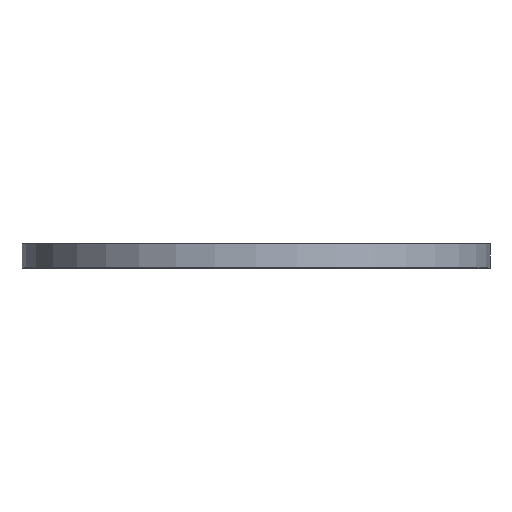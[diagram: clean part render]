
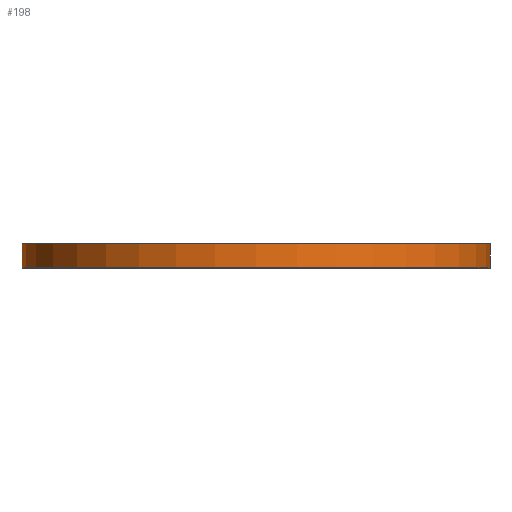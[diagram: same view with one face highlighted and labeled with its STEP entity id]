
A CAD part, top view. The second image highlights one B-rep face of the part: STEP entity #198.
In plain terms, the highlighted cylindrical face has radius 77.75 mm (diameter 155.5 mm), a partial arc.
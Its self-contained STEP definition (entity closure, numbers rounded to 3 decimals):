
#53=CARTESIAN_POINT('',(0.,0.,0.));
#54=DIRECTION('',(0.,1.,0.));
#55=DIRECTION('',(-1.,0.,0.));
#56=AXIS2_PLACEMENT_3D('',#53,#54,#55);
#77=DIRECTION('',(0.,1.,0.));
#78=VECTOR('',#77,8.);
#79=CARTESIAN_POINT('',(77.75,0.,0.));
#80=LINE('',#79,#78);
#84=DIRECTION('',(0.,1.,0.));
#85=VECTOR('',#84,8.);
#86=CARTESIAN_POINT('',(-77.75,0.,0.));
#87=LINE('',#86,#85);
#99=CARTESIAN_POINT('',(0.,8.,0.));
#100=DIRECTION('',(0.,1.,0.));
#101=DIRECTION('',(-1.,0.,0.));
#102=AXIS2_PLACEMENT_3D('',#99,#100,#101);
#137=CARTESIAN_POINT('',(77.75,0.,0.));
#138=CARTESIAN_POINT('',(-77.75,0.,0.));
#139=VERTEX_POINT('',#137);
#140=VERTEX_POINT('',#138);
#145=CARTESIAN_POINT('',(77.75,8.,0.));
#146=CARTESIAN_POINT('',(-77.75,8.,0.));
#147=VERTEX_POINT('',#145);
#148=VERTEX_POINT('',#146);
#186=CARTESIAN_POINT('',(0.,0.,0.));
#187=DIRECTION('',(0.,1.,0.));
#188=DIRECTION('',(1.,0.,0.));
#189=AXIS2_PLACEMENT_3D('',#186,#187,#188);
#190=CYLINDRICAL_SURFACE('',#189,77.75);
#191=ORIENTED_EDGE('',*,*,#160,.F.);
#192=ORIENTED_EDGE('',*,*,#181,.T.);
#194=ORIENTED_EDGE('',*,*,#193,.T.);
#195=ORIENTED_EDGE('',*,*,#177,.F.);
#196=EDGE_LOOP('',(#191,#192,#194,#195));
#197=FACE_OUTER_BOUND('',#196,.F.);
#57=CIRCLE('',#56,77.75);
#103=CIRCLE('',#102,77.75);
#160=EDGE_CURVE('',#140,#139,#57,.T.);
#177=EDGE_CURVE('',#139,#147,#80,.T.);
#181=EDGE_CURVE('',#140,#148,#87,.T.);
#193=EDGE_CURVE('',#148,#147,#103,.T.);
#198=ADVANCED_FACE('',(#197),#190,.T.);
